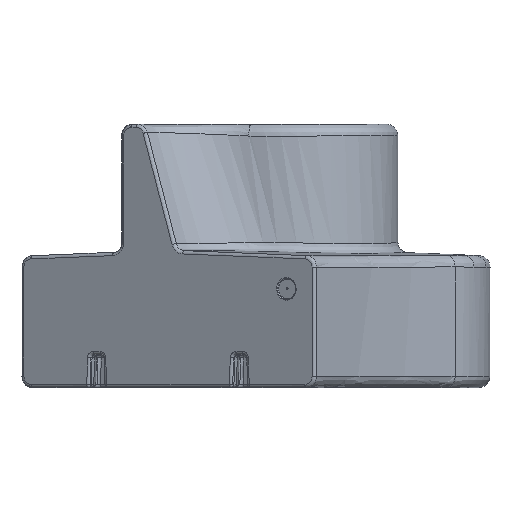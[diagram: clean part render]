
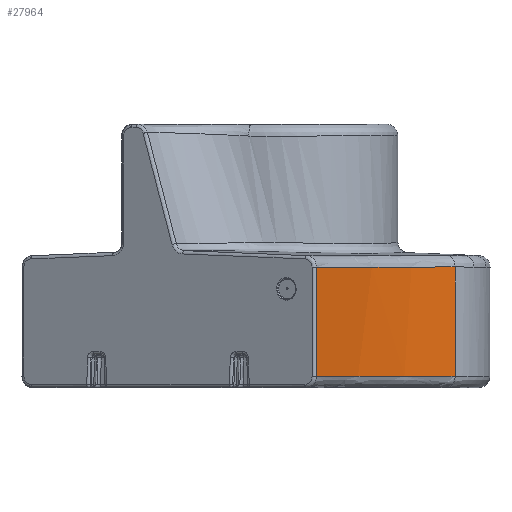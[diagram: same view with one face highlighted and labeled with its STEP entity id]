
A CAD part, front view. The second image highlights one B-rep face of the part: STEP entity #27964.
In plain terms, the highlighted free-form (B-spline) face has degree [2, 1] with [3, 2] control points.
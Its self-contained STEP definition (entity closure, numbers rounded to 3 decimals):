
#539 = ORIENTED_EDGE ( 'NONE', *, *, #35365, .F. ) ;
#1990 = CARTESIAN_POINT ( 'NONE',  ( 17062.792, 4614.498, -1444.132 ) ) ;
#2523 = CARTESIAN_POINT ( 'NONE',  ( 16867.296, 4403.574, -1079.554 ) ) ;
#3439 = CARTESIAN_POINT ( 'NONE',  ( 17062.792, 4614.498, -1079.293 ) ) ;
#3850 =( BOUNDED_SURFACE ( )  B_SPLINE_SURFACE ( 2, 1, ( 
 ( #35573, #1990 ),
 ( #11272, #19687 ),
 ( #7815, #26111 ) ),
 .UNSPECIFIED., .F., .F., .F. ) 
 B_SPLINE_SURFACE_WITH_KNOTS ( ( 3, 3 ),
 ( 2, 2 ),
 ( 12263.838, 12940.949 ),
 ( 0., 398.037 ),
 .UNSPECIFIED. ) 
 GEOMETRIC_REPRESENTATION_ITEM ( )  RATIONAL_B_SPLINE_SURFACE ( (
 ( 0.92, 0.92),
 ( 0.885, 0.885),
 ( 0.869, 0.869) ) ) 
 REPRESENTATION_ITEM ( '' )  SURFACE ( )  );
#4920 = CARTESIAN_POINT ( 'NONE',  ( 17045.932, 4598.08, -1079.275 ) ) ;
#5126 = CARTESIAN_POINT ( 'NONE',  ( 17062.792, 4614.498, -1079.293 ) ) ;
#5201 = CARTESIAN_POINT ( 'NONE',  ( 16642.07, 4077.773, -1079.757 ) ) ;
#7815 = CARTESIAN_POINT ( 'NONE',  ( 16642.07, 4077.773, -1046.095 ) ) ;
#7942 = CARTESIAN_POINT ( 'NONE',  ( 17034.364, 4586.636, -1079.297 ) ) ;
#8151 = CARTESIAN_POINT ( 'NONE',  ( 17046.9, 4599.03, -1079.273 ) ) ;
#8357 = CARTESIAN_POINT ( 'NONE',  ( 16642.07, 4077.773, -1079.757 ) ) ;
#8764 = CARTESIAN_POINT ( 'NONE',  ( 17042.066, 4594.272, -1079.282 ) ) ;
#9100 = CARTESIAN_POINT ( 'NONE',  ( 16642.07, 4077.773, -1410.961 ) ) ;
#11272 = CARTESIAN_POINT ( 'NONE',  ( 16814.989, 4375.485, -1046.095 ) ) ;
#11677 = ORIENTED_EDGE ( 'NONE', *, *, #34644, .T. ) ;
#12013 = CARTESIAN_POINT ( 'NONE',  ( 16763.227, 4267.277, -1079.664 ) ) ;
#14813 = CARTESIAN_POINT ( 'NONE',  ( 16904.118, 4447.436, -1079.508 ) ) ;
#15012 = CARTESIAN_POINT ( 'NONE',  ( 17044.642, 4596.811, -1079.277 ) ) ;
#15534 = CARTESIAN_POINT ( 'NONE',  ( 16642.07, 4077.773, -1079.757 ) ) ;
#16100 = CARTESIAN_POINT ( 'NONE',  ( 17062.792, 4614.498, -1410.961 ) ) ;
#16344 = CARTESIAN_POINT ( 'NONE',  ( 17062.792, 4614.498, -1079.293 ) ) ;
#17259 = CARTESIAN_POINT ( 'NONE',  ( 17062.792, 4614.498, -1410.961 ) ) ;
#18529 = CARTESIAN_POINT ( 'NONE',  ( 17062.792, 4614.498, -1410.961 ) ) ;
#19010 =( BOUNDED_CURVE ( )  B_SPLINE_CURVE ( 1, ( #39024, #5201 ),
 .UNSPECIFIED., .F., .T. ) 
 B_SPLINE_CURVE_WITH_KNOTS ( ( 2, 2 ),
 ( 0., 1. ),
 .UNSPECIFIED. ) 
 CURVE ( )  GEOMETRIC_REPRESENTATION_ITEM ( )  RATIONAL_B_SPLINE_CURVE ( ( 0.869, 0.869 ) ) 
 REPRESENTATION_ITEM ( '' )  );
#19106 = CARTESIAN_POINT ( 'NONE',  ( 16814.989, 4375.485, -1410.961 ) ) ;
#19687 = CARTESIAN_POINT ( 'NONE',  ( 16814.989, 4375.485, -1444.132 ) ) ;
#20028 = VERTEX_POINT ( 'NONE', #9100 ) ;
#20219 = CARTESIAN_POINT ( 'NONE',  ( 17045.609, 4597.762, -1079.275 ) ) ;
#20347 = VERTEX_POINT ( 'NONE', #15534 ) ;
#20419 = CARTESIAN_POINT ( 'NONE',  ( 17052.386, 4604.417, -1079.266 ) ) ;
#21018 = CARTESIAN_POINT ( 'NONE',  ( 17043.998, 4596.176, -1079.278 ) ) ;
#22135 = CARTESIAN_POINT ( 'NONE',  ( 16642.07, 4077.773, -1410.961 ) ) ;
#23426 = CARTESIAN_POINT ( 'NONE',  ( 17011.462, 4563.576, -1079.339 ) ) ;
#23731 =( BOUNDED_CURVE ( )  B_SPLINE_CURVE ( 1, ( #16100, #3439 ),
 .UNSPECIFIED., .F., .F. ) 
 B_SPLINE_CURVE_WITH_KNOTS ( ( 2, 2 ),
 ( 0., 1. ),
 .UNSPECIFIED. ) 
 CURVE ( )  GEOMETRIC_REPRESENTATION_ITEM ( )  RATIONAL_B_SPLINE_CURVE ( ( 0.92, 0.92 ) ) 
 REPRESENTATION_ITEM ( '' )  );
#24053 = CARTESIAN_POINT ( 'NONE',  ( 17021.584, 4573.867, -1079.321 ) ) ;
#24792 =( BOUNDED_CURVE ( )  B_SPLINE_CURVE ( 2, ( #22135, #19106, #18529 ),
 .UNSPECIFIED., .F., .T. ) 
 B_SPLINE_CURVE_WITH_KNOTS ( ( 3, 3 ),
 ( 0., 1. ),
 .UNSPECIFIED. ) 
 CURVE ( )  GEOMETRIC_REPRESENTATION_ITEM ( )  RATIONAL_B_SPLINE_CURVE ( ( 0.869, 0.885, 0.92 ) ) 
 REPRESENTATION_ITEM ( '' )  );
#25017 = VERTEX_POINT ( 'NONE', #16344 ) ;
#26111 = CARTESIAN_POINT ( 'NONE',  ( 16642.07, 4077.773, -1444.132 ) ) ;
#26441 = CARTESIAN_POINT ( 'NONE',  ( 16961.781, 4511.44, -1079.422 ) ) ;
#26646 = CARTESIAN_POINT ( 'NONE',  ( 16699.961, 4173.64, -1079.718 ) ) ;
#27050 = CARTESIAN_POINT ( 'NONE',  ( 16670.241, 4126.276, -1079.739 ) ) ;
#27842 = EDGE_CURVE ( 'NONE', #20028, #20347, #19010, .T. ) ;
#27964 = ADVANCED_FACE ( 'NONE', ( #32566 ), #3850, .T. ) ;
#30048 = CARTESIAN_POINT ( 'NONE',  ( 16796.851, 4313.495, -1079.632 ) ) ;
#31994 = EDGE_LOOP ( 'NONE', ( #539, #35473, #11677, #38388 ) ) ;
#32566 = FACE_OUTER_BOUND ( 'NONE', #31994, .T. ) ;
#32686 = CARTESIAN_POINT ( 'NONE',  ( 17057.576, 4609.467, -1079.273 ) ) ;
#33280 = CARTESIAN_POINT ( 'NONE',  ( 17036.927, 4589.185, -1079.292 ) ) ;
#34511 =( BOUNDED_CURVE ( )  B_SPLINE_CURVE ( 3, ( #8357, #27050, #26646, #12013, #30048, #2523, #14813, #26441, #39354, #23426, #24053, #7942, #33280, #36301, #8764, #21018, #15012, #20219, #4920, #38945, #8151, #20419, #32686, #5126 ),
 .UNSPECIFIED., .F., .F. ) 
 B_SPLINE_CURVE_WITH_KNOTS ( ( 4, 2, 2, 2, 2, 2, 2, 2, 2, 2, 2, 4 ),
 ( 0., 0.245, 0.497, 0.748, 0.874, 0.937, 0.953, 0.961, 0.965, 0.967, 0.969, 1. ),
 .UNSPECIFIED. ) 
 CURVE ( )  GEOMETRIC_REPRESENTATION_ITEM ( )  RATIONAL_B_SPLINE_CURVE ( ( 1., 1., 1., 1., 1., 1., 1., 1., 1., 1., 1., 1., 1., 1., 1., 1., 1., 1., 1., 1., 1., 1., 1., 1. ) ) 
 REPRESENTATION_ITEM ( '' )  );
#34603 = EDGE_CURVE ( 'NONE', #39559, #25017, #23731, .T. ) ;
#34644 = EDGE_CURVE ( 'NONE', #20028, #39559, #24792, .T. ) ;
#35365 = EDGE_CURVE ( 'NONE', #20347, #25017, #34511, .T. ) ;
#35473 = ORIENTED_EDGE ( 'NONE', *, *, #27842, .F. ) ;
#35573 = CARTESIAN_POINT ( 'NONE',  ( 17062.792, 4614.498, -1046.095 ) ) ;
#36301 = CARTESIAN_POINT ( 'NONE',  ( 17040.78, 4593.001, -1079.285 ) ) ;
#38388 = ORIENTED_EDGE ( 'NONE', *, *, #34603, .T. ) ;
#38945 = CARTESIAN_POINT ( 'NONE',  ( 17046.577, 4598.713, -1079.273 ) ) ;
#39024 = CARTESIAN_POINT ( 'NONE',  ( 16642.07, 4077.773, -1410.961 ) ) ;
#39354 = CARTESIAN_POINT ( 'NONE',  ( 16981.407, 4532.475, -1079.391 ) ) ;
#39559 = VERTEX_POINT ( 'NONE', #17259 ) ;
